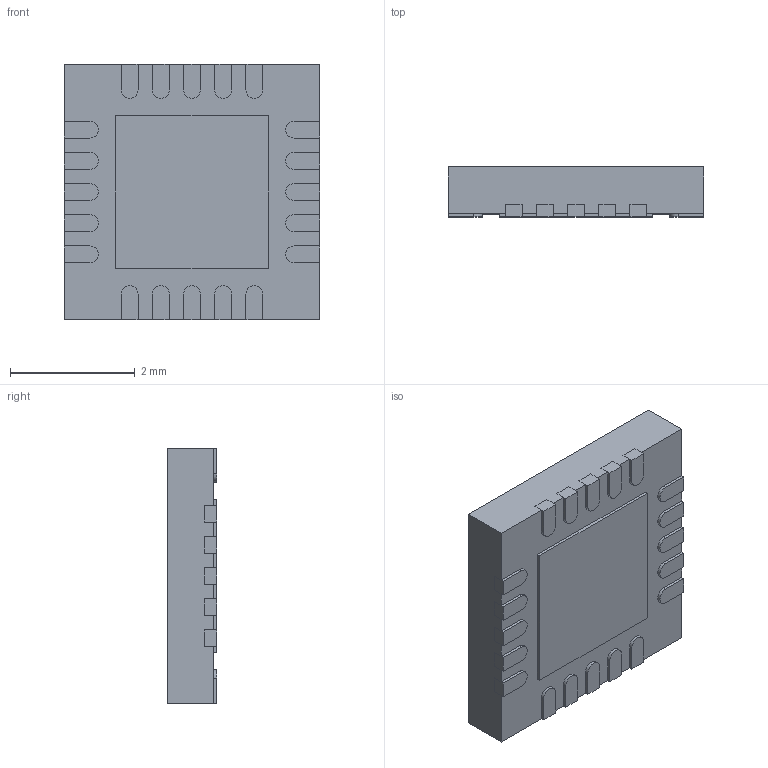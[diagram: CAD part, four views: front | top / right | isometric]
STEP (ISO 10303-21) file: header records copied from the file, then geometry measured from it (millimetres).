
FILE_DESCRIPTION(('FreeCAD Model'),'2;1');
FILE_NAME('Open CASCADE Shape Model','2025-08-27T13:54:53',(''),(''), 'Open CASCADE STEP processor 7.8','FreeCAD','Unknown');
FILE_SCHEMA(('AUTOMOTIVE_DESIGN { 1 0 10303 214 1 1 1 1 }'));
Length unit declared in the file: millimetre
Products named in the file (10): QFN_standard; Body_Solid1; Body001_Solid1; Array_Solid1; Array001_Solid2; Body002_Solid1; Array002_Solid1; Array003_Solid2; Body003_Solid1; Body004_Solid1
Assembly tree (23 placements, depth 2):
  QFN_standard
    Body_Solid1
    Body001_Solid1
    Array_Solid1  x5
    Array001_Solid2  x4
    Body002_Solid1
    Array002_Solid1  x5
    Array003_Solid2  x4
    Body003_Solid1
    Body004_Solid1
Bounding box: 4.1 x 0.8 x 4.1 mm (x, y, z)
Volume: 13 mm3; surface area: 73.9 mm2
Topology: 23 solids, 23 shells, 217 faces, 510 edges, 340 vertices
Faces by surface type: plane 175, cylinder 42
Full cylindrical faces by diameter (mm): 0.41 x2
Entity records: 4684 total; most frequent: CARTESIAN_POINT 727, DIRECTION 712, ORIENTED_EDGE 684, EDGE_CURVE 342, LINE 286, VECTOR 286, VERTEX_POINT 228, AXIS2_PLACEMENT_3D 213
